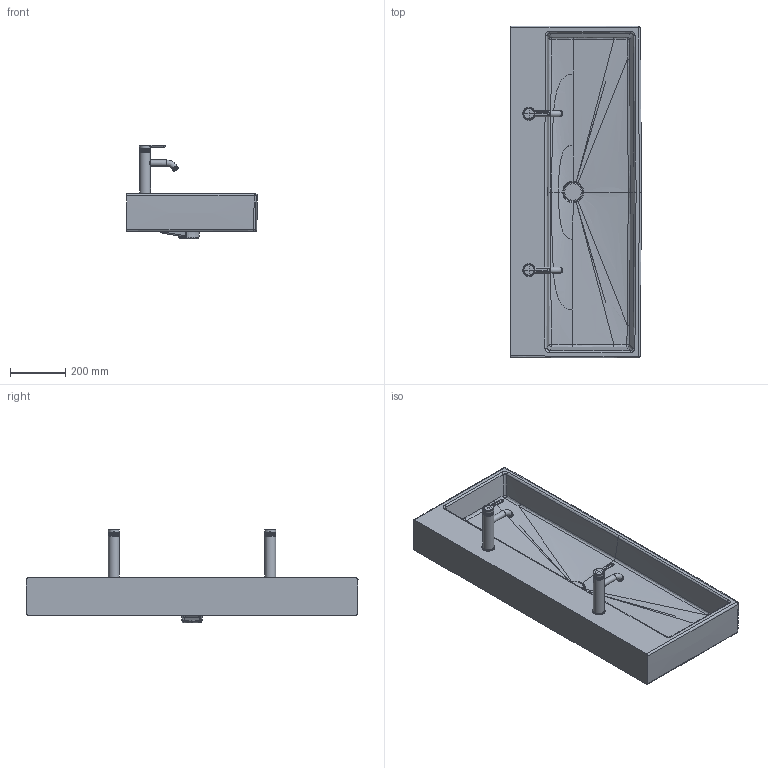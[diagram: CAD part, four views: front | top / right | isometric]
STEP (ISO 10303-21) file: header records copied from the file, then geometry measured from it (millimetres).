
FILE_DESCRIPTION((''),'2;1');
FILE_NAME('235012_2.stp','2017-07-04T13:41:51',('Administrator'),(''),'Autodesk Inventor 2011','Autodesk Inventor 2011','');
FILE_SCHEMA(('CONFIG_CONTROL_DESIGN'));
Length unit declared in the file: millimetre
Products named in the file (10): 235012_2; Kelch_Stopfen VERO AIR Bgr; Armatur C1 WT; 509115_ASM; 615832; 615833; 636748; 615729; 615737
Assembly tree (10 placements, depth 4):
  235012_2
    235012_2
    Kelch_Stopfen VERO AIR Bgr
    Armatur C1 WT  x2
      509115_ASM
        615832
        615833
      636748
      615729
      615737
Bounding box: 472.29 x 1200.18 x 337.45 mm (x, y, z)
Volume: 22518623 mm3; surface area: 2208444.1 mm2
Topology: 13 solids, 19 shells, 616 faces, 1431 edges, 857 vertices
Faces by surface type: bspline 250, plane 151, cylinder 136, torus 30, cone 25, sphere 24
Full cylindrical faces by diameter (mm): 6 x2, 16 x2, 16.5 x4, 17.3 x2, 17.55 x2, 18.5 x4, 18.75 x2, 22 x4, 25 x1, 27.189 x2, 30.452 x1, 34 x2, 34.5 x2, 35 x3, 35.4 x2, 35.5 x2, 36.324 x1, 36.9 x8, 37.3 x2, 37.6 x2, 40 x4, 42.5 x2, 42.668 x1, 45.096 x1, 46 x2, 67.165 x1
Entity records: 108913 total; most frequent: CARTESIAN_POINT 98806, ORIENTED_EDGE 2040, DIRECTION 1628, EDGE_CURVE 1020, AXIS2_PLACEMENT_3D 706, VERTEX_POINT 636, EDGE_LOOP 578, FACE_OUTER_BOUND 481
